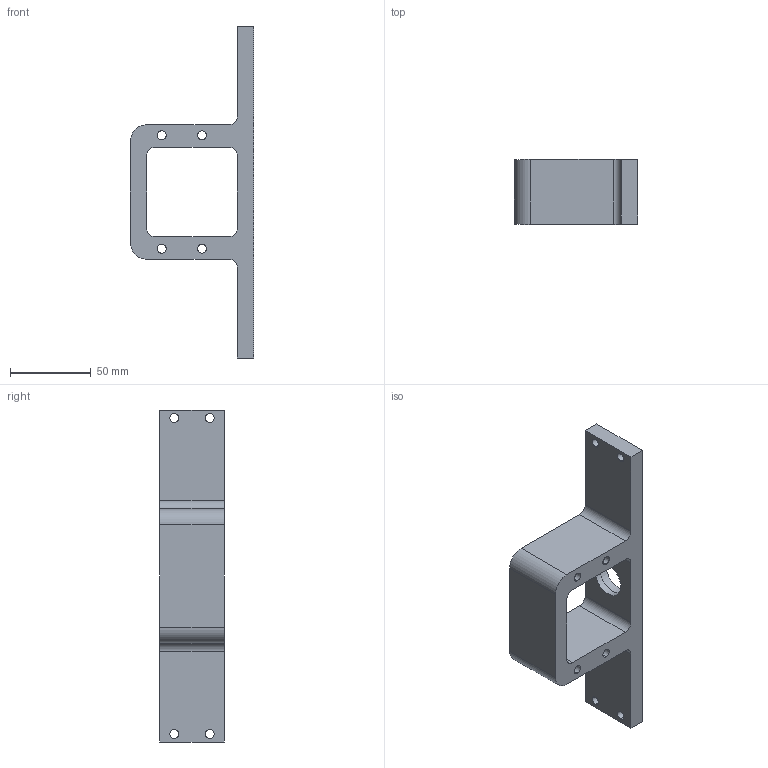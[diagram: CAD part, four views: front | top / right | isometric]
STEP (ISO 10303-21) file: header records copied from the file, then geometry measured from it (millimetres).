
FILE_DESCRIPTION (( 'STEP AP214' ), '1' );
FILE_NAME ('REM_USI_103.STEP', '2021-05-17T07:47:06', ( '' ), ( '' ), 'SwSTEP 2.0', 'SolidWorks 2016', '' );
FILE_SCHEMA (( 'AUTOMOTIVE_DESIGN' ));
Length unit declared in the file: millimetre
Products named in the file (1): REM_USI_103
Bounding box: 76 x 40 x 205 mm (x, y, z)
Volume: 166501.4 mm3; surface area: 44004.2 mm2
Topology: 1 solids, 1 shells, 59 faces, 160 edges, 100 vertices
Faces by surface type: cylinder 36, plane 15, cone 8
Entity records: 1988 total; most frequent: DIRECTION 344, CARTESIAN_POINT 312, ORIENTED_EDGE 304, EDGE_CURVE 152, AXIS2_PLACEMENT_3D 132, VERTEX_POINT 100, EDGE_LOOP 84, LINE 80
